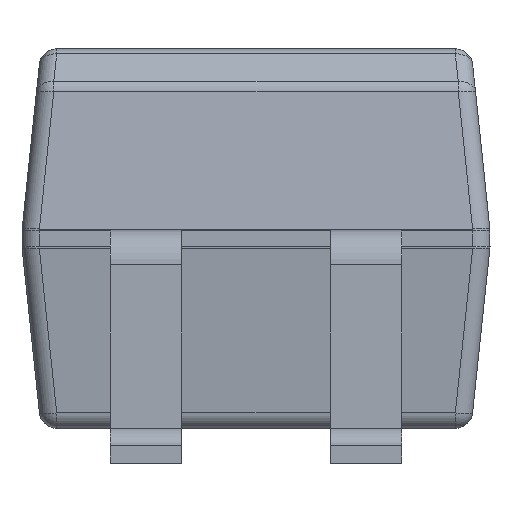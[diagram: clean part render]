
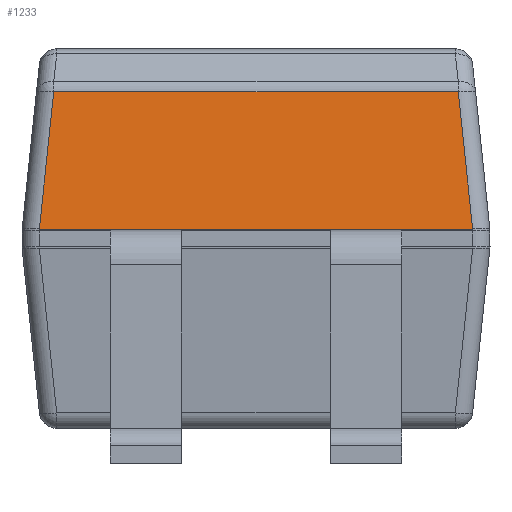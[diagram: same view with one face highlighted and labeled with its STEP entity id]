
A CAD part, left-side view. The second image highlights one B-rep face of the part: STEP entity #1233.
In plain terms, the highlighted planar face has unit normal (-0.995, 0, 0.104).
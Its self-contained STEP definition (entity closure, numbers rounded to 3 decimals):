
#215=FACE_OUTER_BOUND('',#303,.T.);
#303=EDGE_LOOP('',(#966,#967,#968,#969));
#389=LINE('',#2521,#488);
#393=LINE('',#2855,#492);
#394=LINE('',#2857,#493);
#395=LINE('',#2858,#494);
#488=VECTOR('',#1585,1.);
#492=VECTOR('',#1605,1.);
#493=VECTOR('',#1606,1.);
#494=VECTOR('',#1607,1.);
#587=VERTEX_POINT('',#2506);
#588=VERTEX_POINT('',#2520);
#595=VERTEX_POINT('',#2854);
#596=VERTEX_POINT('',#2856);
#708=EDGE_CURVE('',#587,#588,#389,.T.);
#723=EDGE_CURVE('',#587,#595,#393,.T.);
#724=EDGE_CURVE('',#595,#596,#394,.T.);
#725=EDGE_CURVE('',#588,#596,#395,.T.);
#966=ORIENTED_EDGE('',*,*,#708,.F.);
#967=ORIENTED_EDGE('',*,*,#723,.T.);
#968=ORIENTED_EDGE('',*,*,#724,.T.);
#969=ORIENTED_EDGE('',*,*,#725,.F.);
#1169=PLANE('',#1364);
#1233=ADVANCED_FACE('',(#215),#1169,.T.);
#1364=AXIS2_PLACEMENT_3D('',#2853,#1603,#1604);
#1585=DIRECTION('',(0.,1.,0.));
#1603=DIRECTION('center_axis',(-0.995,0.,0.105));
#1604=DIRECTION('ref_axis',(0.,1.,0.));
#1605=DIRECTION('',(0.104,0.104,0.989));
#1606=DIRECTION('',(0.,1.,0.));
#1607=DIRECTION('',(0.104,-0.104,0.989));
#2506=CARTESIAN_POINT('',(0.001,0.1,1.35));
#2520=CARTESIAN_POINT('',(0.001,2.6,1.35));
#2521=CARTESIAN_POINT('',(0.001,0.,1.35));
#2853=CARTESIAN_POINT('Origin',(0.,0.,1.345));
#2854=CARTESIAN_POINT('',(0.084,0.183,2.142));
#2855=CARTESIAN_POINT('',(-0.001,0.098,1.335));
#2856=CARTESIAN_POINT('',(0.084,2.517,2.142));
#2857=CARTESIAN_POINT('',(0.084,0.087,2.142));
#2858=CARTESIAN_POINT('',(-0.001,2.602,1.335));
